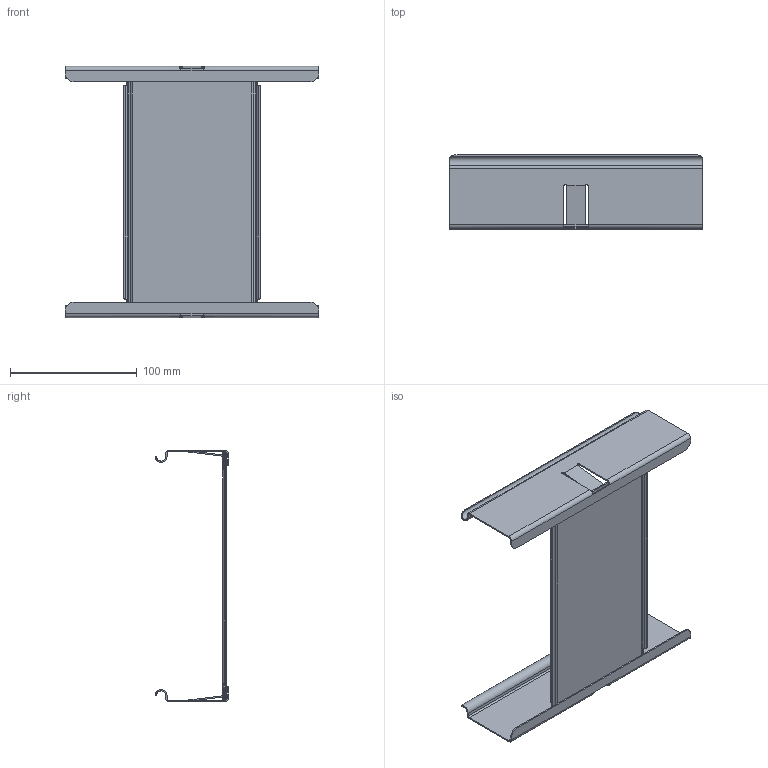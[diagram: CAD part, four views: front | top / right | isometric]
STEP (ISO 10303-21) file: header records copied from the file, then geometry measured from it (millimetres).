
FILE_DESCRIPTION((''),'2;1');
FILE_NAME('6068918_ASM','2012-09-12T',('AndreasKeweloh'),(''),'PRO/ENGINEER BY PARAMETRIC TECHNOLOGY CORPORATION, 2012230','PRO/ENGINEER BY PARAMETRIC TECHNOLOGY CORPORATION, 2012230','');
FILE_SCHEMA(('CONFIG_CONTROL_DESIGN'));
Length unit declared in the file: millimetre
Products named in the file (3): 6068918_BODEN; 6068918_HOLM; 6068918_ASM
Assembly tree (3 placements, depth 2):
  6068918_ASM
    6068918_BODEN
    6068918_HOLM  x2
Bounding box: 200 x 58.2 x 198.5 mm (x, y, z)
Volume: 21564.5 mm3; surface area: 104868.7 mm2
Topology: 1 solids, 3 shells, 154 faces, 384 edges, 232 vertices
Faces by surface type: plane 86, cylinder 54, bspline 14
Entity records: 3716 total; most frequent: CARTESIAN_POINT 1161, ORIENTED_EDGE 524, DIRECTION 512, EDGE_CURVE 262, AXIS2_PLACEMENT_3D 177, VERTEX_POINT 160, VECTOR 158, LINE 158
